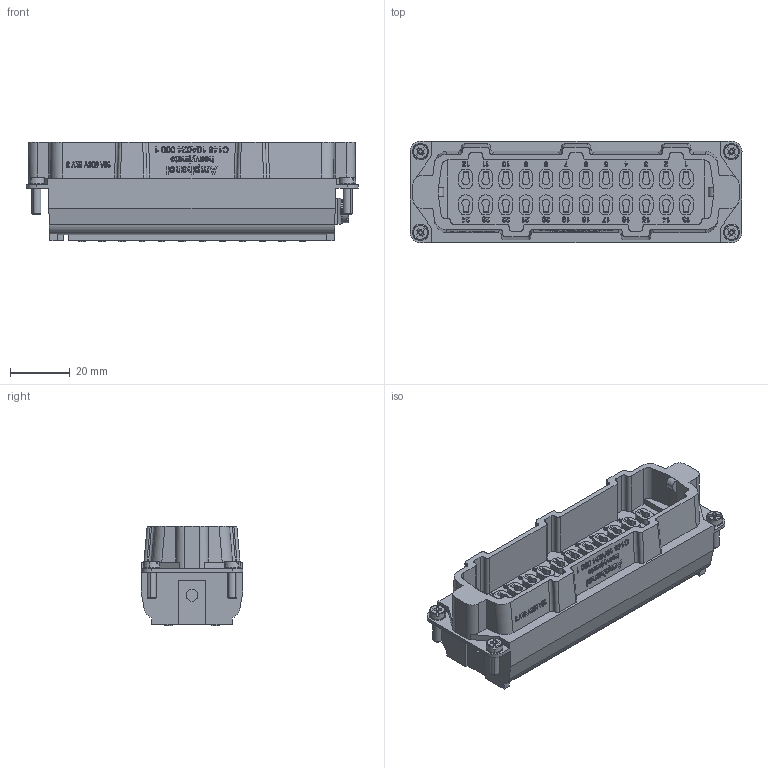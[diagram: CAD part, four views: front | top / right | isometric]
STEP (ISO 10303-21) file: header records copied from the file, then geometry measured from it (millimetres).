
FILE_DESCRIPTION(/* description */ (''),/* implementation_level */ '2;1');
FILE_NAME(/* name */ 'c146 10a024 000 1_c3d.stp',/* time_stamp */ '2018-08-22T13:16:49+02:00',/* author */ (''),/* organization */ (''),/* preprocessor_version */ 'ST-DEVELOPER v16',/* originating_system */ 'SIEMENS PLM Software NX 11.0',/* authorisation */ '');
FILE_SCHEMA (('AUTOMOTIVE_DESIGN { 1 0 10303 214 3 1 1 1 }'));
Products named in the file (1): 13245nxs001-01
Bounding box: 111 x 34 x 33.3 mm (x, y, z)
Volume: 70399.6 mm3; surface area: 22111.2 mm2
Topology: 1 solids, 1 shells, 2108 faces, 5505 edges, 3667 vertices
Faces by surface type: plane 1434, extrusion 333, cylinder 277, cone 46, torus 16, bspline 2
Full cylindrical faces by diameter (mm): 0.3 x2, 0.6 x2, 3.5 x11, 4 x3, 8 x1
Entity records: 80298 total; most frequent: CARTESIAN_POINT 20206, ORIENTED_EDGE 10940, DIRECTION 9410, EDGE_CURVE 5470, VECTOR 4316, LINE 3983, VERTEX_POINT 3663, AXIS2_PLACEMENT_3D 2547
